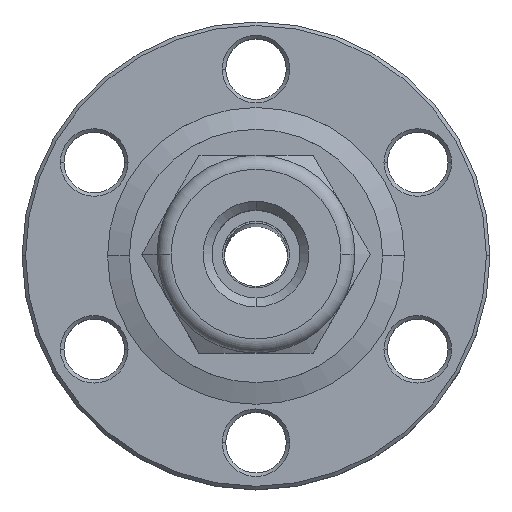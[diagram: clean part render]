
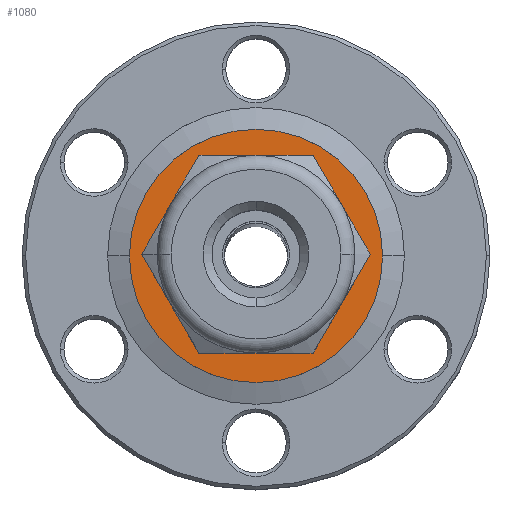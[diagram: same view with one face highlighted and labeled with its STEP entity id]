
A CAD part, top view. The second image highlights one B-rep face of the part: STEP entity #1080.
In plain terms, the highlighted planar face has unit normal (0, 0, 1).
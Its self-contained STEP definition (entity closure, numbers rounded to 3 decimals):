
#1080 = ADVANCED_FACE ( 'NONE', ( #4044, #4031 ), #4056, .T. ) ;
#1081 = ORIENTED_EDGE ( 'NONE', *, *, #1425, .T. ) ;
#1082 = ORIENTED_EDGE ( 'NONE', *, *, #1200, .T. ) ;
#1083 = EDGE_CURVE ( 'NONE', #1177, #1195, #4019, .T. ) ;
#1085 = ORIENTED_EDGE ( 'NONE', *, *, #1083, .F. ) ;
#1177 = VERTEX_POINT ( 'NONE', #4110 ) ;
#1178 = EDGE_CURVE ( 'NONE', #1195, #1177, #4071, .T. ) ;
#1195 = VERTEX_POINT ( 'NONE', #4121 ) ;
#1200 = EDGE_CURVE ( 'NONE', #1276, #1277, #4124, .T. ) ;
#1276 = VERTEX_POINT ( 'NONE', #4303 ) ;
#1277 = VERTEX_POINT ( 'NONE', #4301 ) ;
#1333 = EDGE_LOOP ( 'NONE', ( #1085, #1437 ) ) ;
#1334 = EDGE_LOOP ( 'NONE', ( #1081, #1082 ) ) ;
#1425 = EDGE_CURVE ( 'NONE', #1277, #1276, #4567, .T. ) ;
#1437 = ORIENTED_EDGE ( 'NONE', *, *, #1178, .F. ) ;
#4009 = DIRECTION ( 'NONE',  ( 1., 0., 0. ) ) ;
#4010 = DIRECTION ( 'NONE',  ( 0., 0., 1. ) ) ;
#4011 = CARTESIAN_POINT ( 'NONE',  ( 0., 0., -1.27 ) ) ;
#4012 = AXIS2_PLACEMENT_3D ( 'NONE', #4011, #4010, #4009 ) ;
#4015 = DIRECTION ( 'NONE',  ( 1., 0., 0. ) ) ;
#4016 = DIRECTION ( 'NONE',  ( 0., 0., 1. ) ) ;
#4019 = CIRCLE ( 'NONE', #4012, 5.207 ) ;
#4028 = CARTESIAN_POINT ( 'NONE',  ( 5.207, 0., -1.27 ) ) ;
#4031 = FACE_BOUND ( 'NONE', #1333, .T. ) ;
#4035 = AXIS2_PLACEMENT_3D ( 'NONE', #4028, #4016, #4015 ) ;
#4044 = FACE_OUTER_BOUND ( 'NONE', #1334, .T. ) ;
#4056 = PLANE ( 'NONE',  #4035 ) ;
#4071 = CIRCLE ( 'NONE', #4111, 5.207 ) ;
#4099 = DIRECTION ( 'NONE',  ( 1., 0., 0. ) ) ;
#4100 = DIRECTION ( 'NONE',  ( 0., 0., 1. ) ) ;
#4106 = CARTESIAN_POINT ( 'NONE',  ( 0., 0., -1.27 ) ) ;
#4110 = CARTESIAN_POINT ( 'NONE',  ( 5.207, 0., -1.27 ) ) ;
#4111 = AXIS2_PLACEMENT_3D ( 'NONE', #4106, #4100, #4099 ) ;
#4119 = AXIS2_PLACEMENT_3D ( 'NONE', #4173, #4172, #4171 ) ;
#4121 = CARTESIAN_POINT ( 'NONE',  ( -5.207, 0., -1.27 ) ) ;
#4124 = CIRCLE ( 'NONE', #4119, 9.144 ) ;
#4171 = DIRECTION ( 'NONE',  ( 1., 0., 0. ) ) ;
#4172 = DIRECTION ( 'NONE',  ( 0., 0., 1. ) ) ;
#4173 = CARTESIAN_POINT ( 'NONE',  ( 0., 0., -1.27 ) ) ;
#4301 = CARTESIAN_POINT ( 'NONE',  ( 9.144, 0., -1.27 ) ) ;
#4303 = CARTESIAN_POINT ( 'NONE',  ( -9.144, 0., -1.27 ) ) ;
#4562 = DIRECTION ( 'NONE',  ( 1., 0., 0. ) ) ;
#4563 = DIRECTION ( 'NONE',  ( 0., 0., 1. ) ) ;
#4564 = CARTESIAN_POINT ( 'NONE',  ( 0., 0., -1.27 ) ) ;
#4566 = AXIS2_PLACEMENT_3D ( 'NONE', #4564, #4563, #4562 ) ;
#4567 = CIRCLE ( 'NONE', #4566, 9.144 ) ;
